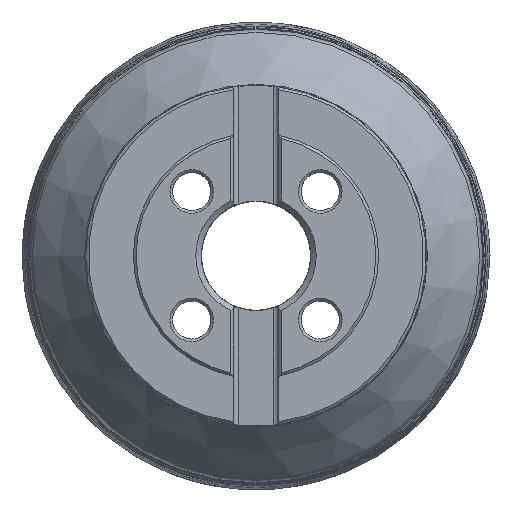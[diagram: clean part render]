
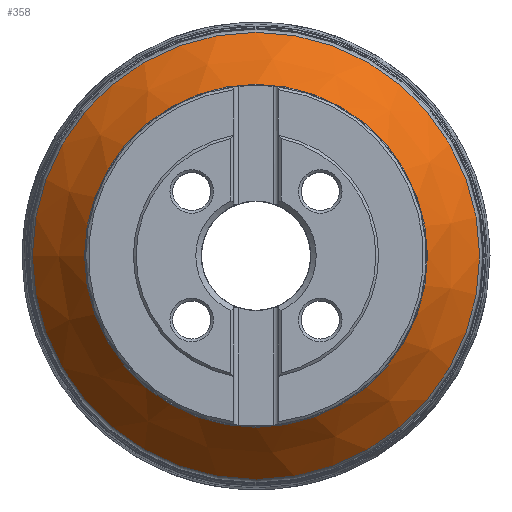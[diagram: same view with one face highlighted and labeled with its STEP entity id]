
A CAD part, top view. The second image highlights one B-rep face of the part: STEP entity #358.
In plain terms, the highlighted conical face has half-angle 38.268 degrees and reference radius 62.5 mm.
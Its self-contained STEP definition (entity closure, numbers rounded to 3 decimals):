
#195=CONICAL_SURFACE('',#2584,62.5,38.268);
#358=ADVANCED_FACE('',(#1059,#1060),#195,.T.);
#806=CIRCLE('',#2582,62.93);
#807=CIRCLE('',#2583,82.068);
#1059=FACE_BOUND('',#1341,.T.);
#1060=FACE_BOUND('',#1342,.T.);
#1341=EDGE_LOOP('',(#1668));
#1342=EDGE_LOOP('',(#1669));
#1668=ORIENTED_EDGE('',*,*,#2324,.T.);
#1669=ORIENTED_EDGE('',*,*,#2325,.T.);
#2106=VERTEX_POINT('',#4417);
#2107=VERTEX_POINT('',#4419);
#2324=EDGE_CURVE('',#2106,#2106,#806,.T.);
#2325=EDGE_CURVE('',#2107,#2107,#807,.T.);
#2582=AXIS2_PLACEMENT_3D('',#4416,#3020,#3021);
#2583=AXIS2_PLACEMENT_3D('',#4418,#3022,#3023);
#2584=AXIS2_PLACEMENT_3D('',#4420,#3024,#3025);
#3020=DIRECTION('',(0.,0.,-1.));
#3021=DIRECTION('',(-1.,0.,0.));
#3022=DIRECTION('',(0.,0.,1.));
#3023=DIRECTION('',(1.,0.,0.));
#3024=DIRECTION('',(0.,0.,-1.));
#3025=DIRECTION('',(-1.,0.,0.));
#4416=CARTESIAN_POINT('',(0.,0.,-15.545));
#4417=CARTESIAN_POINT('',(-62.93,0.,-15.545));
#4418=CARTESIAN_POINT('',(0.,0.,-39.806));
#4419=CARTESIAN_POINT('',(82.068,0.,-39.806));
#4420=CARTESIAN_POINT('',(0.,0.,-15.));
